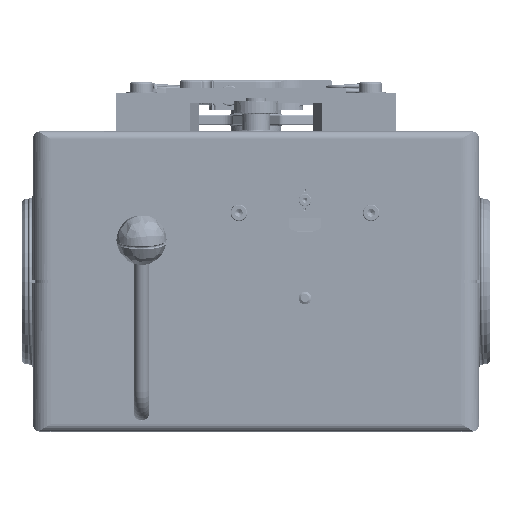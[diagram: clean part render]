
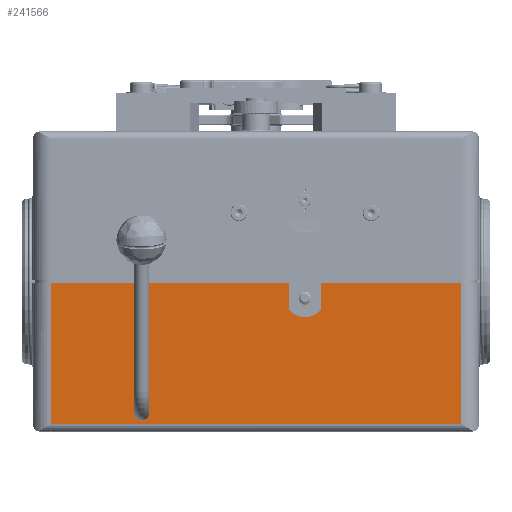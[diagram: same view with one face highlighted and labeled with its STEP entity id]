
A CAD part, front view. The second image highlights one B-rep face of the part: STEP entity #241566.
In plain terms, the highlighted planar face has unit normal (0, -1, 0).
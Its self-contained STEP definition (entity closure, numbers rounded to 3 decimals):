
#2662 = EDGE_CURVE ( 'NONE', #46964, #195721, #52594, .T. ) ;
#8920 = CARTESIAN_POINT ( 'NONE',  ( -90., -94., -107.75 ) ) ;
#11650 = AXIS2_PLACEMENT_3D ( 'NONE', #92999, #169127, #245427 ) ;
#13359 = VERTEX_POINT ( 'NONE', #8920 ) ;
#15108 = PLANE ( 'NONE',  #177090 ) ;
#15910 = EDGE_CURVE ( 'NONE', #195721, #163724, #229838, .T. ) ;
#18809 = FACE_OUTER_BOUND ( 'NONE', #243176, .T. ) ;
#26937 = ORIENTED_EDGE ( 'NONE', *, *, #164028, .T. ) ;
#30624 = DIRECTION ( 'NONE',  ( 0., -1., 0. ) ) ;
#32583 = CARTESIAN_POINT ( 'NONE',  ( 161.5, -94., -104.5 ) ) ;
#35784 = CIRCLE ( 'NONE', #11650, 6.05 ) ;
#38028 = CARTESIAN_POINT ( 'NONE',  ( -224.5, -94., -110.5 ) ) ;
#43250 = CARTESIAN_POINT ( 'NONE',  ( -161.5, -94., -110.5 ) ) ;
#46964 = VERTEX_POINT ( 'NONE', #212006 ) ;
#52594 = LINE ( 'NONE', #32583, #64801 ) ;
#55595 = DIRECTION ( 'NONE',  ( 1., 0., 0. ) ) ;
#58627 = VECTOR ( 'NONE', #82769, 1000. ) ;
#61918 = CIRCLE ( 'NONE', #229489, 6.05 ) ;
#64801 = VECTOR ( 'NONE', #108837, 1000. ) ;
#66314 = CARTESIAN_POINT ( 'NONE',  ( 161.5, -94., 0. ) ) ;
#76961 = ORIENTED_EDGE ( 'NONE', *, *, #15910, .T. ) ;
#77709 = CARTESIAN_POINT ( 'NONE',  ( -90., -94., -95.65 ) ) ;
#77713 = EDGE_CURVE ( 'NONE', #86914, #163724, #180110, .T. ) ;
#82769 = DIRECTION ( 'NONE',  ( 0., 0., 1. ) ) ;
#86914 = VERTEX_POINT ( 'NONE', #43250 ) ;
#92999 = CARTESIAN_POINT ( 'NONE',  ( -90., -94., -101.7 ) ) ;
#96139 = CARTESIAN_POINT ( 'NONE',  ( 0., -94., 0. ) ) ;
#96633 = ORIENTED_EDGE ( 'NONE', *, *, #2662, .T. ) ;
#98316 = CARTESIAN_POINT ( 'NONE',  ( -161.5, -94., 0. ) ) ;
#108837 = DIRECTION ( 'NONE',  ( 0., 0., 1. ) ) ;
#109340 = CARTESIAN_POINT ( 'NONE',  ( -90., -94., -101.7 ) ) ;
#113854 = DIRECTION ( 'NONE',  ( 0., -1., 0. ) ) ;
#119188 = ORIENTED_EDGE ( 'NONE', *, *, #157565, .F. ) ;
#131646 = LINE ( 'NONE', #38028, #134971 ) ;
#134971 = VECTOR ( 'NONE', #55595, 1000. ) ;
#154725 = DIRECTION ( 'NONE',  ( -1., 0., 0. ) ) ;
#157565 = EDGE_CURVE ( 'NONE', #170566, #13359, #61918, .T. ) ;
#163724 = VERTEX_POINT ( 'NONE', #98316 ) ;
#164028 = EDGE_CURVE ( 'NONE', #86914, #46964, #131646, .T. ) ;
#168853 = DIRECTION ( 'NONE',  ( 0., 0., -1. ) ) ;
#169127 = DIRECTION ( 'NONE',  ( 0., -1., 0. ) ) ;
#170343 = ORIENTED_EDGE ( 'NONE', *, *, #77713, .F. ) ;
#170566 = VERTEX_POINT ( 'NONE', #77709 ) ;
#177090 = AXIS2_PLACEMENT_3D ( 'NONE', #242682, #113854, #168853 ) ;
#180110 = LINE ( 'NONE', #215187, #58627 ) ;
#183024 = DIRECTION ( 'NONE',  ( 0., 0., -1. ) ) ;
#188943 = VECTOR ( 'NONE', #154725, 1000. ) ;
#195721 = VERTEX_POINT ( 'NONE', #66314 ) ;
#210923 = ORIENTED_EDGE ( 'NONE', *, *, #213126, .F. ) ;
#212006 = CARTESIAN_POINT ( 'NONE',  ( 161.5, -94., -110.5 ) ) ;
#213126 = EDGE_CURVE ( 'NONE', #13359, #170566, #35784, .T. ) ;
#215187 = CARTESIAN_POINT ( 'NONE',  ( -161.5, -94., -104.5 ) ) ;
#224724 = EDGE_LOOP ( 'NONE', ( #210923, #119188 ) ) ;
#226385 = FACE_BOUND ( 'NONE', #224724, .T. ) ;
#229489 = AXIS2_PLACEMENT_3D ( 'NONE', #109340, #30624, #183024 ) ;
#229838 = LINE ( 'NONE', #96139, #188943 ) ;
#241566 = ADVANCED_FACE ( 'NONE', ( #226385, #18809 ), #15108, .T. ) ;
#242682 = CARTESIAN_POINT ( 'NONE',  ( 0., -94., -104.5 ) ) ;
#243176 = EDGE_LOOP ( 'NONE', ( #96633, #76961, #170343, #26937 ) ) ;
#245427 = DIRECTION ( 'NONE',  ( 0., 0., -1. ) ) ;
